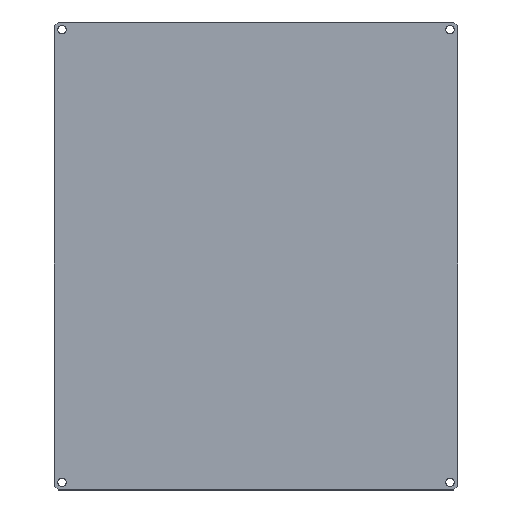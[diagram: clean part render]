
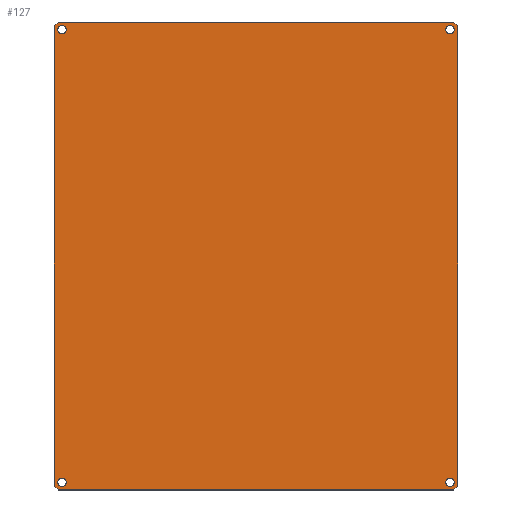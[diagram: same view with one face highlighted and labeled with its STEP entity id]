
A CAD part, top view. The second image highlights one B-rep face of the part: STEP entity #127.
In plain terms, the highlighted planar face has unit normal (0, 0, 1).
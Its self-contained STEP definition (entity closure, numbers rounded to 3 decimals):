
#14 = ORIENTED_EDGE ( 'NONE', *, *, #110, .T. ) ;
#20 = DIRECTION ( 'NONE',  ( 0., 0., -1. ) ) ;
#22 = AXIS2_PLACEMENT_3D ( 'NONE', #552, #355, #502 ) ;
#23 = LINE ( 'NONE', #241, #242 ) ;
#27 = FACE_OUTER_BOUND ( 'NONE', #181, .T. ) ;
#33 = DIRECTION ( 'NONE',  ( 0., 0., 1. ) ) ;
#38 = CARTESIAN_POINT ( 'NONE',  ( 148.15, 172.9, 2. ) ) ;
#41 = CARTESIAN_POINT ( 'NONE',  ( -154., -175.75, 2. ) ) ;
#43 = VECTOR ( 'NONE', #84, 1000. ) ;
#53 = PLANE ( 'NONE',  #500 ) ;
#59 = AXIS2_PLACEMENT_3D ( 'NONE', #512, #464, #125 ) ;
#60 = DIRECTION ( 'NONE',  ( -0.707, 0.707, 0. ) ) ;
#66 = DIRECTION ( 'NONE',  ( 0., -1., 0. ) ) ;
#69 = DIRECTION ( 'NONE',  ( -1., 0., 0. ) ) ;
#71 = ORIENTED_EDGE ( 'NONE', *, *, #577, .F. ) ;
#74 = ORIENTED_EDGE ( 'NONE', *, *, #516, .T. ) ;
#75 = LINE ( 'NONE', #621, #43 ) ;
#78 = CARTESIAN_POINT ( 'NONE',  ( 154., -175.75, 2. ) ) ;
#79 = FACE_BOUND ( 'NONE', #555, .T. ) ;
#84 = DIRECTION ( 'NONE',  ( -0.707, -0.707, 0. ) ) ;
#86 = LINE ( 'NONE', #557, #590 ) ;
#89 = DIRECTION ( 'NONE',  ( 1., 0., 0. ) ) ;
#90 = AXIS2_PLACEMENT_3D ( 'NONE', #38, #98, #95 ) ;
#91 = CARTESIAN_POINT ( 'NONE',  ( 148.15, -172.9, 2. ) ) ;
#95 = DIRECTION ( 'NONE',  ( 1., 0., 0. ) ) ;
#97 = CARTESIAN_POINT ( 'NONE',  ( -151.325, -172.9, 2. ) ) ;
#98 = DIRECTION ( 'NONE',  ( 0., 0., 1. ) ) ;
#104 = VERTEX_POINT ( 'NONE', #156 ) ;
#110 = EDGE_CURVE ( 'NONE', #418, #537, #364, .T. ) ;
#116 = CIRCLE ( 'NONE', #90, 3.175 ) ;
#117 = CARTESIAN_POINT ( 'NONE',  ( -151., 178.75, 2. ) ) ;
#118 = DIRECTION ( 'NONE',  ( -1., 0., 0. ) ) ;
#124 = AXIS2_PLACEMENT_3D ( 'NONE', #91, #33, #476 ) ;
#125 = DIRECTION ( 'NONE',  ( 1., 0., 0. ) ) ;
#126 = FACE_BOUND ( 'NONE', #408, .T. ) ;
#127 = ADVANCED_FACE ( 'NONE', ( #126, #79, #27, #598, #439 ), #53, .F. ) ;
#137 = LINE ( 'NONE', #351, #425 ) ;
#154 = ORIENTED_EDGE ( 'NONE', *, *, #396, .F. ) ;
#156 = CARTESIAN_POINT ( 'NONE',  ( 151., -178.75, 2. ) ) ;
#171 = EDGE_CURVE ( 'NONE', #325, #418, #137, .T. ) ;
#178 = DIRECTION ( 'NONE',  ( 0.707, 0.707, 0. ) ) ;
#180 = CARTESIAN_POINT ( 'NONE',  ( -151., 178.75, 2. ) ) ;
#181 = EDGE_LOOP ( 'NONE', ( #14, #450, #539, #440, #426, #74, #445, #617 ) ) ;
#182 = CARTESIAN_POINT ( 'NONE',  ( 154., 175.75, 2. ) ) ;
#183 = EDGE_CURVE ( 'NONE', #390, #315, #564, .T. ) ;
#189 = DIRECTION ( 'NONE',  ( 0., 0., 1. ) ) ;
#190 = EDGE_CURVE ( 'NONE', #629, #459, #296, .T. ) ;
#193 = EDGE_CURVE ( 'NONE', #537, #312, #333, .T. ) ;
#204 = CARTESIAN_POINT ( 'NONE',  ( 151., 178.75, 2. ) ) ;
#212 = EDGE_CURVE ( 'NONE', #280, #567, #86, .T. ) ;
#215 = VERTEX_POINT ( 'NONE', #451 ) ;
#216 = CARTESIAN_POINT ( 'NONE',  ( -148.15, -172.9, 2. ) ) ;
#219 = CARTESIAN_POINT ( 'NONE',  ( -154., -175.75, 2. ) ) ;
#221 = VERTEX_POINT ( 'NONE', #609 ) ;
#223 = EDGE_CURVE ( 'NONE', #567, #392, #387, .T. ) ;
#230 = EDGE_LOOP ( 'NONE', ( #350, #545 ) ) ;
#231 = CARTESIAN_POINT ( 'NONE',  ( -151.325, 172.9, 2. ) ) ;
#232 = DIRECTION ( 'NONE',  ( 1., 0., 0. ) ) ;
#235 = DIRECTION ( 'NONE',  ( 1., 0., 0. ) ) ;
#236 = EDGE_CURVE ( 'NONE', #104, #325, #573, .T. ) ;
#237 = CARTESIAN_POINT ( 'NONE',  ( -151., -178.75, 2. ) ) ;
#241 = CARTESIAN_POINT ( 'NONE',  ( -151., -178.75, 2. ) ) ;
#242 = VECTOR ( 'NONE', #232, 1000. ) ;
#248 = EDGE_CURVE ( 'NONE', #433, #221, #536, .T. ) ;
#260 = DIRECTION ( 'NONE',  ( 1., 0., 0. ) ) ;
#262 = CARTESIAN_POINT ( 'NONE',  ( 154., -175.75, 2. ) ) ;
#270 = EDGE_CURVE ( 'NONE', #459, #629, #401, .T. ) ;
#273 = ORIENTED_EDGE ( 'NONE', *, *, #270, .F. ) ;
#280 = VERTEX_POINT ( 'NONE', #506 ) ;
#288 = VECTOR ( 'NONE', #348, 1000. ) ;
#292 = EDGE_LOOP ( 'NONE', ( #71, #469 ) ) ;
#294 = AXIS2_PLACEMENT_3D ( 'NONE', #575, #626, #235 ) ;
#296 = CIRCLE ( 'NONE', #22, 3.175 ) ;
#299 = ORIENTED_EDGE ( 'NONE', *, *, #190, .F. ) ;
#312 = VERTEX_POINT ( 'NONE', #180 ) ;
#315 = VERTEX_POINT ( 'NONE', #456 ) ;
#325 = VERTEX_POINT ( 'NONE', #78 ) ;
#327 = CIRCLE ( 'NONE', #294, 3.175 ) ;
#329 = CARTESIAN_POINT ( 'NONE',  ( -148.15, -172.9, 2. ) ) ;
#333 = LINE ( 'NONE', #117, #466 ) ;
#348 = DIRECTION ( 'NONE',  ( 0.707, -0.707, 0. ) ) ;
#350 = ORIENTED_EDGE ( 'NONE', *, *, #183, .F. ) ;
#351 = CARTESIAN_POINT ( 'NONE',  ( 154., 175.75, 2. ) ) ;
#355 = DIRECTION ( 'NONE',  ( 0., 0., 1. ) ) ;
#362 = DIRECTION ( 'NONE',  ( 0., 0., 1. ) ) ;
#364 = LINE ( 'NONE', #204, #478 ) ;
#382 = CARTESIAN_POINT ( 'NONE',  ( 329.75, 0., 2. ) ) ;
#387 = LINE ( 'NONE', #219, #288 ) ;
#390 = VERTEX_POINT ( 'NONE', #97 ) ;
#392 = VERTEX_POINT ( 'NONE', #237 ) ;
#396 = EDGE_CURVE ( 'NONE', #215, #429, #327, .T. ) ;
#399 = DIRECTION ( 'NONE',  ( 0., 0., 1. ) ) ;
#400 = EDGE_CURVE ( 'NONE', #315, #390, #482, .T. ) ;
#401 = CIRCLE ( 'NONE', #59, 3.175 ) ;
#408 = EDGE_LOOP ( 'NONE', ( #531, #154 ) ) ;
#411 = CIRCLE ( 'NONE', #124, 3.175 ) ;
#418 = VERTEX_POINT ( 'NONE', #182 ) ;
#424 = CARTESIAN_POINT ( 'NONE',  ( 151., 178.75, 2. ) ) ;
#425 = VECTOR ( 'NONE', #604, 1000. ) ;
#426 = ORIENTED_EDGE ( 'NONE', *, *, #223, .T. ) ;
#429 = VERTEX_POINT ( 'NONE', #522 ) ;
#432 = VECTOR ( 'NONE', #178, 1000. ) ;
#433 = VERTEX_POINT ( 'NONE', #580 ) ;
#439 = FACE_BOUND ( 'NONE', #230, .T. ) ;
#440 = ORIENTED_EDGE ( 'NONE', *, *, #212, .T. ) ;
#441 = DIRECTION ( 'NONE',  ( 1., 0., 0. ) ) ;
#445 = ORIENTED_EDGE ( 'NONE', *, *, #236, .T. ) ;
#447 = EDGE_CURVE ( 'NONE', #312, #280, #75, .T. ) ;
#450 = ORIENTED_EDGE ( 'NONE', *, *, #193, .T. ) ;
#451 = CARTESIAN_POINT ( 'NONE',  ( 151.325, -172.9, 2. ) ) ;
#452 = AXIS2_PLACEMENT_3D ( 'NONE', #613, #362, #260 ) ;
#456 = CARTESIAN_POINT ( 'NONE',  ( -144.975, -172.9, 2. ) ) ;
#459 = VERTEX_POINT ( 'NONE', #231 ) ;
#464 = DIRECTION ( 'NONE',  ( 0., 0., 1. ) ) ;
#466 = VECTOR ( 'NONE', #118, 1000. ) ;
#469 = ORIENTED_EDGE ( 'NONE', *, *, #248, .F. ) ;
#476 = DIRECTION ( 'NONE',  ( 1., 0., 0. ) ) ;
#478 = VECTOR ( 'NONE', #60, 1000. ) ;
#482 = CIRCLE ( 'NONE', #591, 3.175 ) ;
#500 = AXIS2_PLACEMENT_3D ( 'NONE', #382, #20, #69 ) ;
#502 = DIRECTION ( 'NONE',  ( 1., 0., 0. ) ) ;
#506 = CARTESIAN_POINT ( 'NONE',  ( -154., 175.75, 2. ) ) ;
#512 = CARTESIAN_POINT ( 'NONE',  ( -148.15, 172.9, 2. ) ) ;
#516 = EDGE_CURVE ( 'NONE', #392, #104, #23, .T. ) ;
#522 = CARTESIAN_POINT ( 'NONE',  ( 144.975, -172.9, 2. ) ) ;
#531 = ORIENTED_EDGE ( 'NONE', *, *, #618, .F. ) ;
#536 = CIRCLE ( 'NONE', #452, 3.175 ) ;
#537 = VERTEX_POINT ( 'NONE', #424 ) ;
#539 = ORIENTED_EDGE ( 'NONE', *, *, #447, .T. ) ;
#545 = ORIENTED_EDGE ( 'NONE', *, *, #400, .F. ) ;
#552 = CARTESIAN_POINT ( 'NONE',  ( -148.15, 172.9, 2. ) ) ;
#555 = EDGE_LOOP ( 'NONE', ( #273, #299 ) ) ;
#557 = CARTESIAN_POINT ( 'NONE',  ( -154., 175.75, 2. ) ) ;
#564 = CIRCLE ( 'NONE', #571, 3.175 ) ;
#567 = VERTEX_POINT ( 'NONE', #41 ) ;
#571 = AXIS2_PLACEMENT_3D ( 'NONE', #216, #399, #441 ) ;
#573 = LINE ( 'NONE', #262, #432 ) ;
#575 = CARTESIAN_POINT ( 'NONE',  ( 148.15, -172.9, 2. ) ) ;
#577 = EDGE_CURVE ( 'NONE', #221, #433, #116, .T. ) ;
#580 = CARTESIAN_POINT ( 'NONE',  ( 151.325, 172.9, 2. ) ) ;
#581 = CARTESIAN_POINT ( 'NONE',  ( -144.975, 172.9, 2. ) ) ;
#590 = VECTOR ( 'NONE', #66, 1000. ) ;
#591 = AXIS2_PLACEMENT_3D ( 'NONE', #329, #189, #89 ) ;
#598 = FACE_BOUND ( 'NONE', #292, .T. ) ;
#604 = DIRECTION ( 'NONE',  ( 0., 1., 0. ) ) ;
#609 = CARTESIAN_POINT ( 'NONE',  ( 144.975, 172.9, 2. ) ) ;
#613 = CARTESIAN_POINT ( 'NONE',  ( 148.15, 172.9, 2. ) ) ;
#617 = ORIENTED_EDGE ( 'NONE', *, *, #171, .T. ) ;
#618 = EDGE_CURVE ( 'NONE', #429, #215, #411, .T. ) ;
#621 = CARTESIAN_POINT ( 'NONE',  ( -154., 175.75, 2. ) ) ;
#626 = DIRECTION ( 'NONE',  ( 0., 0., 1. ) ) ;
#629 = VERTEX_POINT ( 'NONE', #581 ) ;
